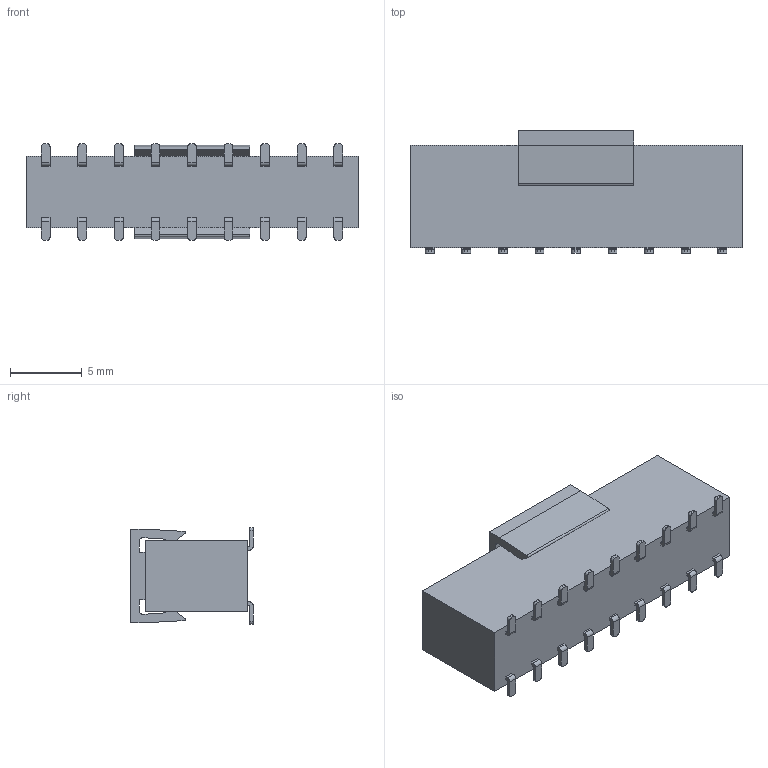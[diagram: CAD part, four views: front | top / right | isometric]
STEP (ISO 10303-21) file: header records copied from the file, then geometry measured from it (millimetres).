
FILE_DESCRIPTION( ('This file contains a STEP AP42 implementation' ,'as created by ZW3D STEP Interface translator.') ,'2;1' );
FILE_NAME( '2171-2XXMXXCUNX1.stp' ,'23 5 3. 91737', (''), ('ZWCAD Software Co.'), 'Version 1.0', 'ZW3D to STEP translator', '' );
FILE_SCHEMA(('AUTOMOTIVE_DESIGN { 1 0 10303 214 1 1 1 1 }'));
Length unit declared in the file: millimetre
Products named in the file (2): 0; 2171-220mxxcunx1
Bounding box: 23.06 x 8.5 x 6.7 mm (x, y, z)
Volume: 651.2 mm3; surface area: 2087.6 mm2
Topology: 1 solids, 1 shells, 1783 faces, 5118 edges, 3384 vertices
Faces by surface type: plane 1235, cylinder 548
Entity records: 60188 total; most frequent: CARTESIAN_POINT 11006, ORIENTED_EDGE 10236, DIRECTION 9494, EDGE_CURVE 5118, VECTOR 4022, LINE 4022, VERTEX_POINT 3384, AXIS2_PLACEMENT_3D 2736
